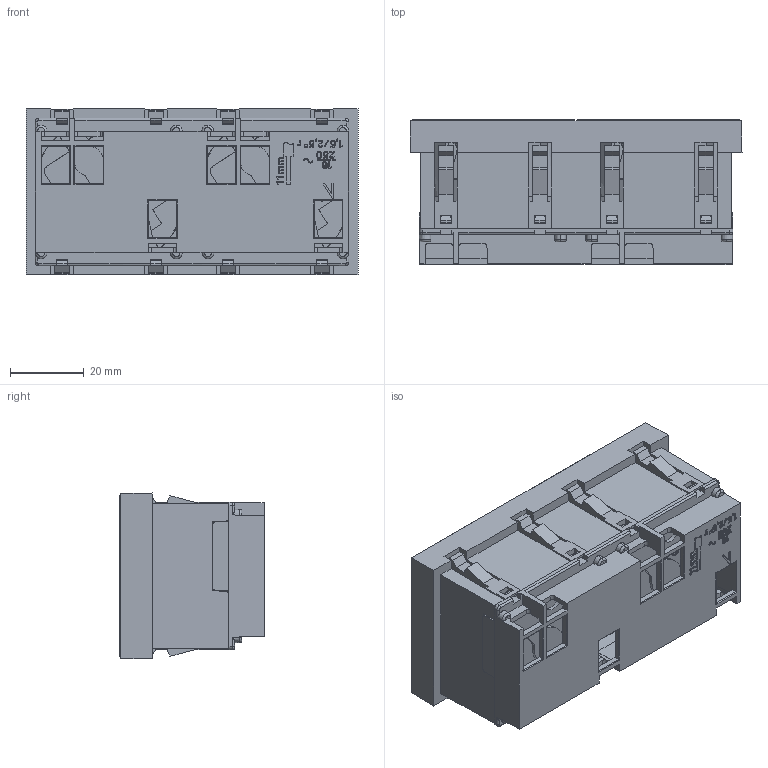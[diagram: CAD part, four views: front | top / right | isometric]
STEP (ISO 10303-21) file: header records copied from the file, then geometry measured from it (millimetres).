
FILE_DESCRIPTION((''),'2;1');
FILE_NAME('6120102_ASM','2016-04-27T',('AndreasKeweloh'),(''),'CREO PARAMETRIC BY PTC INC, 2015290','CREO PARAMETRIC BY PTC INC, 2015290','');
FILE_SCHEMA(('CONFIG_CONTROL_DESIGN'));
Length unit declared in the file: millimetre
Products named in the file (8): 050240_ASM; 043999; 047858_ASM; 044679; 044040; 077657_ASM; 044047; 6120102_ASM
Assembly tree (9 placements, depth 3):
  6120102_ASM
    050240_ASM
    047858_ASM
      043999  x2
    077657_ASM
      044679  x2
      044040
    044047
Bounding box: 90 x 39.45 x 45 mm (x, y, z)
Volume: 34809.8 mm3; surface area: 46793.6 mm2
Topology: 6 solids, 6 shells, 1902 faces, 5538 edges, 3639 vertices
Faces by surface type: plane 1501, cylinder 179, cone 163, bspline 22, torus 19, extrusion 18
Entity records: 60709 total; most frequent: CARTESIAN_POINT 13775, ORIENTED_EDGE 10390, DIRECTION 8738, EDGE_CURVE 5195, VECTOR 4378, LINE 4360, VERTEX_POINT 3418, AXIS2_PLACEMENT_3D 2180
